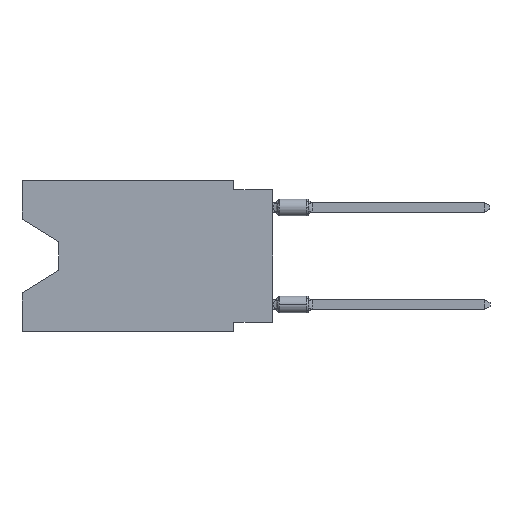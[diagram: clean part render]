
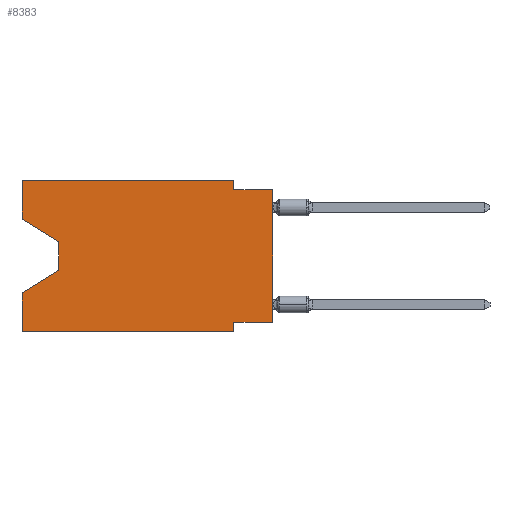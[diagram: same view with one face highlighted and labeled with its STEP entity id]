
A CAD part, left-side view. The second image highlights one B-rep face of the part: STEP entity #8383.
In plain terms, the highlighted planar face has unit normal (-1, 0, 0).
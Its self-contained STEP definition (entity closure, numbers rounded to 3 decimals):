
#43 = ORIENTED_EDGE ( 'NONE', *, *, #8572, .F. ) ;
#114 = CARTESIAN_POINT ( 'NONE',  ( 0., 0., -0.635 ) ) ;
#165 = LINE ( 'NONE', #6073, #6301 ) ;
#275 = EDGE_CURVE ( 'NONE', #11447, #1681, #5569, .T. ) ;
#317 = ORIENTED_EDGE ( 'NONE', *, *, #2136, .T. ) ;
#606 = DIRECTION ( 'NONE',  ( 0., 1., 0. ) ) ;
#679 = CARTESIAN_POINT ( 'NONE',  ( 0., 16.383, -9.906 ) ) ;
#684 = EDGE_CURVE ( 'NONE', #6558, #813, #6595, .T. ) ;
#752 = VECTOR ( 'NONE', #12871, 1000. ) ;
#813 = VERTEX_POINT ( 'NONE', #7892 ) ;
#1110 = VERTEX_POINT ( 'NONE', #9717 ) ;
#1244 = VECTOR ( 'NONE', #3316, 1000. ) ;
#1326 = CARTESIAN_POINT ( 'NONE',  ( 0., 0., -9.271 ) ) ;
#1536 = ORIENTED_EDGE ( 'NONE', *, *, #8322, .F. ) ;
#1681 = VERTEX_POINT ( 'NONE', #114 ) ;
#1982 = VECTOR ( 'NONE', #7468, 1000. ) ;
#2136 = EDGE_CURVE ( 'NONE', #6316, #3632, #165, .T. ) ;
#2200 = DIRECTION ( 'NONE',  ( 0., -0.855, -0.519 ) ) ;
#2388 = LINE ( 'NONE', #1326, #9008 ) ;
#2664 = PLANE ( 'NONE',  #8159 ) ;
#2671 = CARTESIAN_POINT ( 'NONE',  ( 0., 16.383, 0. ) ) ;
#2732 = CARTESIAN_POINT ( 'NONE',  ( 0., 2.54, 0. ) ) ;
#2747 = LINE ( 'NONE', #5020, #12138 ) ;
#3316 = DIRECTION ( 'NONE',  ( 0., 0., 1. ) ) ;
#3363 = DIRECTION ( 'NONE',  ( 0., 0., 1. ) ) ;
#3390 = DIRECTION ( 'NONE',  ( 0., -1., 0. ) ) ;
#3456 = CARTESIAN_POINT ( 'NONE',  ( 0., 16.383, 0. ) ) ;
#3480 = VERTEX_POINT ( 'NONE', #4238 ) ;
#3520 = DIRECTION ( 'NONE',  ( 1., 0., 0. ) ) ;
#3632 = VERTEX_POINT ( 'NONE', #5486 ) ;
#3693 = CARTESIAN_POINT ( 'NONE',  ( 0., 13.97, -5.893 ) ) ;
#4050 = EDGE_CURVE ( 'NONE', #11447, #6558, #2388, .T. ) ;
#4072 = LINE ( 'NONE', #12344, #7932 ) ;
#4149 = VERTEX_POINT ( 'NONE', #6383 ) ;
#4238 = CARTESIAN_POINT ( 'NONE',  ( 0., 16.383, -7.36 ) ) ;
#4503 = VECTOR ( 'NONE', #9607, 1000. ) ;
#4780 = VECTOR ( 'NONE', #12625, 1000. ) ;
#5020 = CARTESIAN_POINT ( 'NONE',  ( 0., 16.383, -2.546 ) ) ;
#5084 = DIRECTION ( 'NONE',  ( 0., 0., -1. ) ) ;
#5271 = ORIENTED_EDGE ( 'NONE', *, *, #12566, .F. ) ;
#5411 = FACE_OUTER_BOUND ( 'NONE', #10173, .T. ) ;
#5457 = LINE ( 'NONE', #7412, #10243 ) ;
#5486 = CARTESIAN_POINT ( 'NONE',  ( 0., 13.97, -5.893 ) ) ;
#5569 = LINE ( 'NONE', #10432, #1982 ) ;
#5609 = CARTESIAN_POINT ( 'NONE',  ( 0., 2.54, -9.906 ) ) ;
#5617 = ORIENTED_EDGE ( 'NONE', *, *, #275, .T. ) ;
#5988 = CARTESIAN_POINT ( 'NONE',  ( 0., 2.54, -9.271 ) ) ;
#6073 = CARTESIAN_POINT ( 'NONE',  ( 0., 13.97, -4.013 ) ) ;
#6301 = VECTOR ( 'NONE', #5084, 1000. ) ;
#6316 = VERTEX_POINT ( 'NONE', #9096 ) ;
#6383 = CARTESIAN_POINT ( 'NONE',  ( 0., 2.54, 0. ) ) ;
#6558 = VERTEX_POINT ( 'NONE', #5988 ) ;
#6586 = ORIENTED_EDGE ( 'NONE', *, *, #4050, .F. ) ;
#6595 = LINE ( 'NONE', #5609, #4503 ) ;
#6658 = ORIENTED_EDGE ( 'NONE', *, *, #12469, .F. ) ;
#7147 = ORIENTED_EDGE ( 'NONE', *, *, #10166, .T. ) ;
#7163 = EDGE_CURVE ( 'NONE', #9857, #1681, #11582, .T. ) ;
#7207 = ORIENTED_EDGE ( 'NONE', *, *, #684, .F. ) ;
#7358 = ORIENTED_EDGE ( 'NONE', *, *, #7163, .F. ) ;
#7377 = CARTESIAN_POINT ( 'NONE',  ( 0., 0., -0.635 ) ) ;
#7412 = CARTESIAN_POINT ( 'NONE',  ( 0., 16.383, 0. ) ) ;
#7468 = DIRECTION ( 'NONE',  ( 0., 0., 1. ) ) ;
#7568 = LINE ( 'NONE', #9478, #4780 ) ;
#7611 = DIRECTION ( 'NONE',  ( 0., -1., 0. ) ) ;
#7878 = LINE ( 'NONE', #3693, #752 ) ;
#7892 = CARTESIAN_POINT ( 'NONE',  ( 0., 2.54, -9.906 ) ) ;
#7932 = VECTOR ( 'NONE', #3363, 1000. ) ;
#7948 = VECTOR ( 'NONE', #10737, 1000. ) ;
#8159 = AXIS2_PLACEMENT_3D ( 'NONE', #3456, #3520, #12635 ) ;
#8219 = EDGE_CURVE ( 'NONE', #1110, #6316, #2747, .T. ) ;
#8322 = EDGE_CURVE ( 'NONE', #1110, #11707, #10079, .T. ) ;
#8383 = ADVANCED_FACE ( 'NONE', ( #5411 ), #2664, .F. ) ;
#8572 = EDGE_CURVE ( 'NONE', #4149, #9857, #8827, .T. ) ;
#8827 = LINE ( 'NONE', #2732, #7948 ) ;
#9008 = VECTOR ( 'NONE', #606, 1000. ) ;
#9096 = CARTESIAN_POINT ( 'NONE',  ( 0., 13.97, -4.013 ) ) ;
#9142 = CARTESIAN_POINT ( 'NONE',  ( 0., 2.54, -0.635 ) ) ;
#9242 = ORIENTED_EDGE ( 'NONE', *, *, #12167, .T. ) ;
#9478 = CARTESIAN_POINT ( 'NONE',  ( 0., 16.383, -9.906 ) ) ;
#9607 = DIRECTION ( 'NONE',  ( 0., 0., -1. ) ) ;
#9717 = CARTESIAN_POINT ( 'NONE',  ( 0., 16.383, -2.546 ) ) ;
#9857 = VERTEX_POINT ( 'NONE', #9142 ) ;
#10079 = LINE ( 'NONE', #12302, #1244 ) ;
#10166 = EDGE_CURVE ( 'NONE', #3632, #3480, #7878, .T. ) ;
#10173 = EDGE_LOOP ( 'NONE', ( #12191, #317, #7147, #6658, #9242, #7207, #6586, #5617, #7358, #43, #5271, #1536 ) ) ;
#10242 = VECTOR ( 'NONE', #3390, 1000. ) ;
#10243 = VECTOR ( 'NONE', #7611, 1000. ) ;
#10432 = CARTESIAN_POINT ( 'NONE',  ( 0., 0., 0. ) ) ;
#10737 = DIRECTION ( 'NONE',  ( 0., 0., -1. ) ) ;
#11447 = VERTEX_POINT ( 'NONE', #11986 ) ;
#11582 = LINE ( 'NONE', #7377, #10242 ) ;
#11707 = VERTEX_POINT ( 'NONE', #2671 ) ;
#11986 = CARTESIAN_POINT ( 'NONE',  ( 0., 0., -9.271 ) ) ;
#12090 = VERTEX_POINT ( 'NONE', #679 ) ;
#12138 = VECTOR ( 'NONE', #2200, 1000. ) ;
#12167 = EDGE_CURVE ( 'NONE', #12090, #813, #7568, .T. ) ;
#12191 = ORIENTED_EDGE ( 'NONE', *, *, #8219, .T. ) ;
#12302 = CARTESIAN_POINT ( 'NONE',  ( 0., 16.383, 0. ) ) ;
#12344 = CARTESIAN_POINT ( 'NONE',  ( 0., 16.383, 0. ) ) ;
#12469 = EDGE_CURVE ( 'NONE', #12090, #3480, #4072, .T. ) ;
#12566 = EDGE_CURVE ( 'NONE', #11707, #4149, #5457, .T. ) ;
#12625 = DIRECTION ( 'NONE',  ( 0., -1., 0. ) ) ;
#12635 = DIRECTION ( 'NONE',  ( 0., 0., -1. ) ) ;
#12871 = DIRECTION ( 'NONE',  ( 0., 0.855, -0.519 ) ) ;
